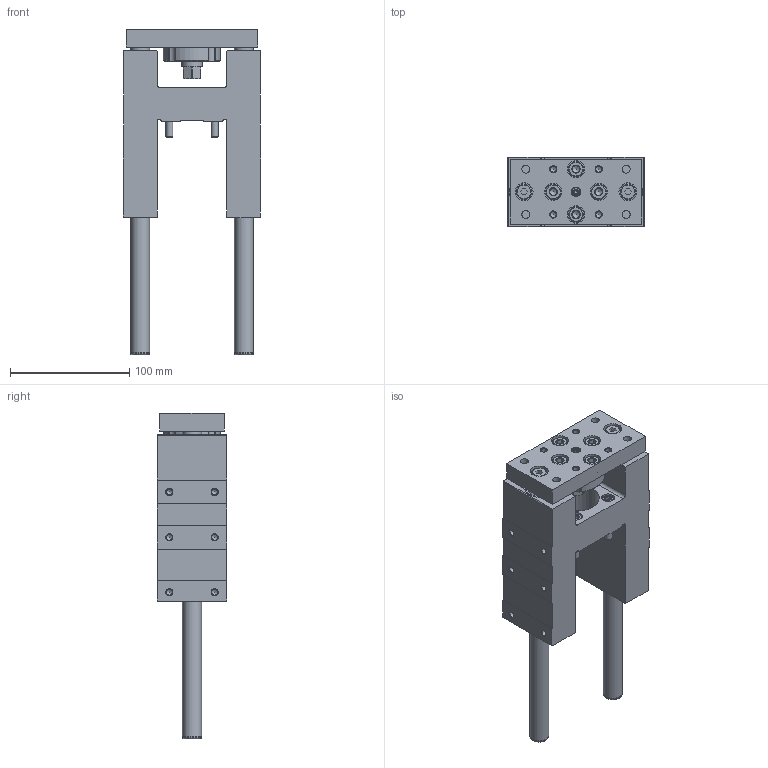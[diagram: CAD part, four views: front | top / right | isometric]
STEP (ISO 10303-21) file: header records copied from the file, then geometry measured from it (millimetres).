
FILE_DESCRIPTION(/* description */ ('STEP AP214'),/* implementation_level */ '2;1');
FILE_NAME(/* name */ '2782939_EAGF-V2-KF-40-100',/* time_stamp */ '2024-08-26T16:51:06+02:00',/* author */ ('License CC BY-ND 4.0'),/* organization */ ('CADENAS'),/* preprocessor_version */ 'ST-DEVELOPER v19.3',/* originating_system */ 'PARTsolutions',/* authorisation */ ' ');
FILE_SCHEMA (('AUTOMOTIVE_DESIGN {1 0 10303 214 3 1 1}'));
Length unit declared in the file: millimetre
Products named in the file (12): 2782939 EAGF-V2-KF-40-100---(0); 3038089 EAGF-V2-KF-40---(F); 247221 FEN-40-SD---(SD); 240659 EAGF 16x24x30---(B); 2735470 EAGF-V2-KF-40---(J); 2737539 EAGF-V2-KF-40---(R); 2738689 EAGF-V2-KF-40---(GS); DIN 34827-M8x16-FL-45H; 3038089 EAGF-40-100-KF---(FST); ISO-4762 M8x16; DIN-7984 - M8x16(F); ISO-4762 M6x35
Assembly tree (25 placements, depth 2):
  2782939 EAGF-V2-KF-40-100---(0)
    3038089 EAGF-V2-KF-40---(F)
    247221 FEN-40-SD---(SD)  x4
    240659 EAGF 16x24x30---(B)  x4
    2735470 EAGF-V2-KF-40---(J)
    2737539 EAGF-V2-KF-40---(R)
    2738689 EAGF-V2-KF-40---(GS)
    DIN 34827-M8x16-FL-45H
    3038089 EAGF-40-100-KF---(FST)  x2
    ISO-4762 M8x16  x4
    DIN-7984 - M8x16(F)  x2
    ISO-4762 M6x35  x4
Bounding box: 115 x 58 x 272.8 mm (x, y, z)
Volume: 637856.9 mm3; surface area: 176497.5 mm2
Topology: 25 solids, 25 shells, 595 faces, 1365 edges, 851 vertices
Faces by surface type: plane 247, cone 183, cylinder 150, torus 15
Full cylindrical faces by diameter (mm): 4.917 x18, 6 x4, 6.6 x8, 6.647 x7, 8 x7, 8.3 x2, 9 x5, 10 x5, 10.647 x1, 11 x8, 13 x6, 14.5 x4, 15 x2, 16 x10, 17 x3, 19 x1, 21 x2, 24 x12, 26 x1, 28 x1, 39 x1
Entity records: 10078 total; most frequent: CARTESIAN_POINT 1849, DIRECTION 1708, ORIENTED_EDGE 1328, AXIS2_PLACEMENT_3D 726, EDGE_CURVE 664, FACE_BOUND 629, EDGE_LOOP 610, VERTEX_POINT 525
